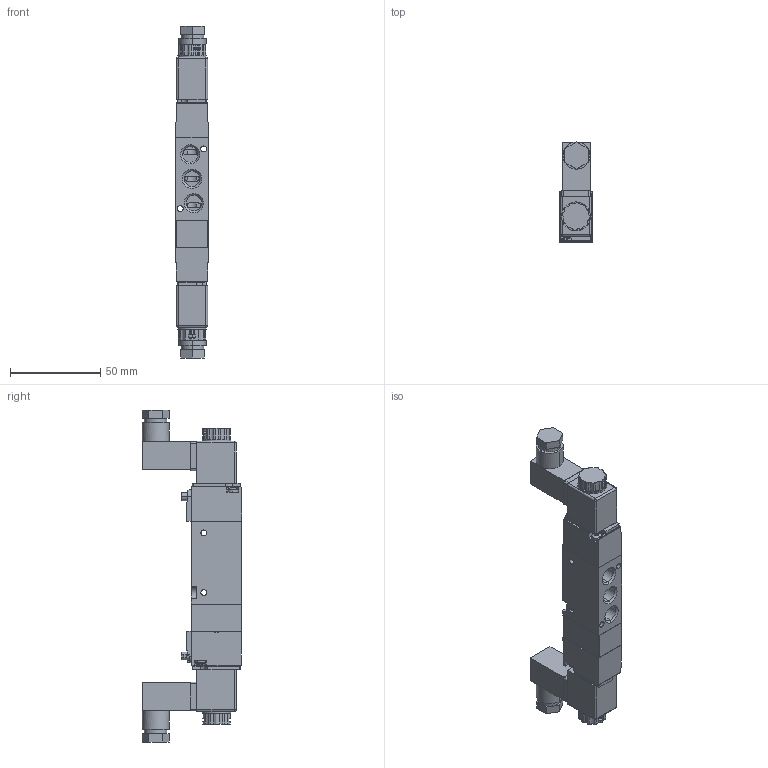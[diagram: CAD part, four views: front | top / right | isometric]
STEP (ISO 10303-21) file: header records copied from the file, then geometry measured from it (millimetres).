
FILE_DESCRIPTION (( 'STEP AP214' ), '1' );
FILE_NAME ('Janatics-DSSC60.STEP', '2020-02-11T11:55:34', ( '' ), ( '' ), 'SwSTEP 2.0', 'SolidWorks 2019', '' );
FILE_SCHEMA (( 'AUTOMOTIVE_DESIGN' ));
Length unit declared in the file: millimetre
Products named in the file (2): Janatics-DSSC60; DS264SC60
Assembly tree (1 placements, depth 2):
  Janatics-DSSC60
    DS264SC60
Bounding box: 18.1 x 55.21 x 183.7 mm (x, y, z)
Volume: 78049.6 mm3; surface area: 37137.4 mm2
Topology: 18 solids, 18 shells, 779 faces, 1976 edges, 1250 vertices
Faces by surface type: plane 357, cylinder 294, cone 78, torus 38, sphere 12
Entity records: 32602 total; most frequent: CARTESIAN_POINT 4673, DIRECTION 4166, ORIENTED_EDGE 3912, EDGE_CURVE 1956, AXIS2_PLACEMENT_3D 1585, VERTEX_POINT 1250, VECTOR 996, LINE 996
